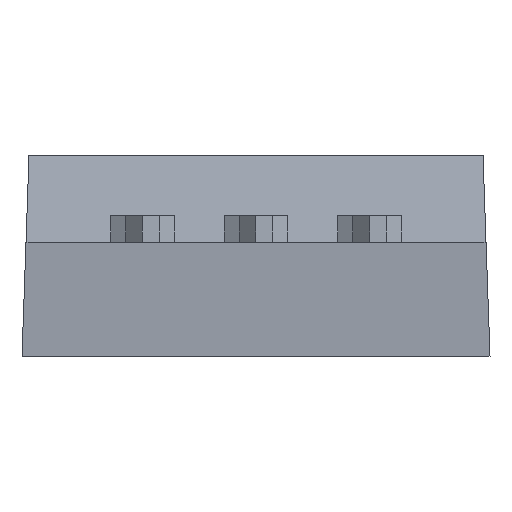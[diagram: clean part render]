
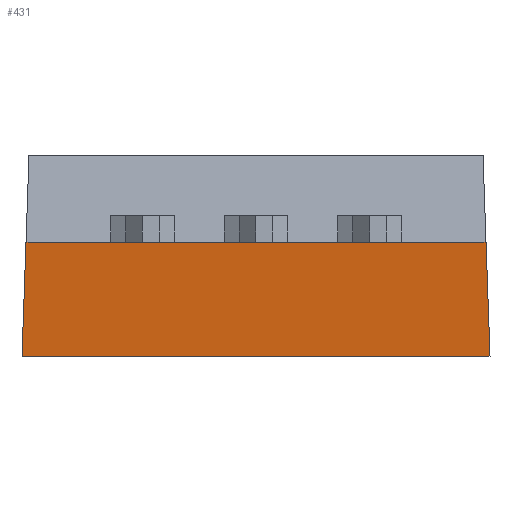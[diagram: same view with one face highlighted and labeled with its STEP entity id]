
A CAD part, front view. The second image highlights one B-rep face of the part: STEP entity #431.
In plain terms, the highlighted planar face has unit normal (0, -0.996, -0.087).
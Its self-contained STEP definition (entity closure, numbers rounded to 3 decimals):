
#74 = VERTEX_POINT ( 'NONE', #718 ) ;
#87 = EDGE_CURVE ( 'NONE', #88, #74, #862, .T. ) ;
#88 = VERTEX_POINT ( 'NONE', #858 ) ;
#92 = EDGE_CURVE ( 'NONE', #93, #133, #853, .T. ) ;
#93 = VERTEX_POINT ( 'NONE', #849 ) ;
#111 = VERTEX_POINT ( 'NONE', #891 ) ;
#113 = EDGE_CURVE ( 'NONE', #114, #111, #890, .T. ) ;
#114 = VERTEX_POINT ( 'NONE', #886 ) ;
#133 = VERTEX_POINT ( 'NONE', #844 ) ;
#334 = EDGE_CURVE ( 'NONE', #114, #74, #1275, .T. ) ;
#431 = ADVANCED_FACE ( 'NONE', ( #1414 ), #1413, .F. ) ;
#432 = EDGE_LOOP ( 'NONE', ( #433, #601, #602, #603, #604, #605, #606, #607, #608, #643 ) ) ;
#433 = ORIENTED_EDGE ( 'NONE', *, *, #434, .T. ) ;
#434 = EDGE_CURVE ( 'NONE', #626, #685, #1408, .T. ) ;
#462 = EDGE_CURVE ( 'NONE', #679, #111, #1357, .T. ) ;
#601 = ORIENTED_EDGE ( 'NONE', *, *, #684, .F. ) ;
#602 = ORIENTED_EDGE ( 'NONE', *, *, #92, .T. ) ;
#603 = ORIENTED_EDGE ( 'NONE', *, *, #673, .F. ) ;
#604 = ORIENTED_EDGE ( 'NONE', *, *, #87, .T. ) ;
#605 = ORIENTED_EDGE ( 'NONE', *, *, #334, .F. ) ;
#606 = ORIENTED_EDGE ( 'NONE', *, *, #113, .T. ) ;
#607 = ORIENTED_EDGE ( 'NONE', *, *, #462, .F. ) ;
#608 = ORIENTED_EDGE ( 'NONE', *, *, #635, .F. ) ;
#626 = VERTEX_POINT ( 'NONE', #1642 ) ;
#635 = EDGE_CURVE ( 'NONE', #697, #679, #1627, .T. ) ;
#643 = ORIENTED_EDGE ( 'NONE', *, *, #644, .T. ) ;
#644 = EDGE_CURVE ( 'NONE', #697, #626, #1623, .T. ) ;
#673 = EDGE_CURVE ( 'NONE', #88, #133, #1759, .T. ) ;
#679 = VERTEX_POINT ( 'NONE', #1706 ) ;
#684 = EDGE_CURVE ( 'NONE', #93, #685, #1752, .T. ) ;
#685 = VERTEX_POINT ( 'NONE', #1748 ) ;
#697 = VERTEX_POINT ( 'NONE', #1731 ) ;
#718 = CARTESIAN_POINT ( 'NONE',  ( -0.71, 0., 2.56 ) ) ;
#844 = CARTESIAN_POINT ( 'NONE',  ( 1.84, 0., 2.56 ) ) ;
#849 = CARTESIAN_POINT ( 'NONE',  ( 3.26, 0., 2.56 ) ) ;
#850 = DIRECTION ( 'NONE',  ( -1., 0., 0. ) ) ;
#851 = VECTOR ( 'NONE', #850, 1000. ) ;
#852 = CARTESIAN_POINT ( 'NONE',  ( 2.55, 0., 2.56 ) ) ;
#853 = LINE ( 'NONE', #852, #851 ) ;
#858 = CARTESIAN_POINT ( 'NONE',  ( 0.71, 0., 2.56 ) ) ;
#859 = DIRECTION ( 'NONE',  ( -1., 0., 0. ) ) ;
#860 = VECTOR ( 'NONE', #859, 1000. ) ;
#861 = CARTESIAN_POINT ( 'NONE',  ( 0., 0., 2.56 ) ) ;
#862 = LINE ( 'NONE', #861, #860 ) ;
#886 = CARTESIAN_POINT ( 'NONE',  ( -1.84, 0., 2.56 ) ) ;
#887 = DIRECTION ( 'NONE',  ( -1., 0., 0. ) ) ;
#888 = VECTOR ( 'NONE', #887, 1000. ) ;
#889 = CARTESIAN_POINT ( 'NONE',  ( -2.55, 0., 2.56 ) ) ;
#890 = LINE ( 'NONE', #889, #888 ) ;
#891 = CARTESIAN_POINT ( 'NONE',  ( -3.26, 0., 2.56 ) ) ;
#1272 = DIRECTION ( 'NONE',  ( 1., 0., 0. ) ) ;
#1273 = VECTOR ( 'NONE', #1272, 1000. ) ;
#1274 = CARTESIAN_POINT ( 'NONE',  ( 0., 0., 2.56 ) ) ;
#1275 = LINE ( 'NONE', #1274, #1273 ) ;
#1357 = LINE ( 'NONE', #1360, #1359 ) ;
#1358 = DIRECTION ( 'NONE',  ( 1., 0., 0. ) ) ;
#1359 = VECTOR ( 'NONE', #1358, 1000. ) ;
#1360 = CARTESIAN_POINT ( 'NONE',  ( 0., 0., 2.56 ) ) ;
#1405 = DIRECTION ( 'NONE',  ( -0.035, -0.087, 0.996 ) ) ;
#1406 = VECTOR ( 'NONE', #1405, 1000. ) ;
#1407 = CARTESIAN_POINT ( 'NONE',  ( 5.257, 0.224, 0. ) ) ;
#1408 = LINE ( 'NONE', #1407, #1406 ) ;
#1409 = DIRECTION ( 'NONE',  ( 1., 0., 0. ) ) ;
#1410 = DIRECTION ( 'NONE',  ( 0., 0.996, 0.087 ) ) ;
#1411 = CARTESIAN_POINT ( 'NONE',  ( -5.257, 0., 2.56 ) ) ;
#1412 = AXIS2_PLACEMENT_3D ( 'NONE', #1411, #1410, #1409 ) ;
#1413 = PLANE ( 'NONE',  #1412 ) ;
#1414 = FACE_OUTER_BOUND ( 'NONE', #432, .T. ) ;
#1620 = DIRECTION ( 'NONE',  ( 1., 0., 0. ) ) ;
#1621 = VECTOR ( 'NONE', #1620, 1000. ) ;
#1622 = CARTESIAN_POINT ( 'NONE',  ( 0., 0.224, 0. ) ) ;
#1623 = LINE ( 'NONE', #1622, #1621 ) ;
#1624 = DIRECTION ( 'NONE',  ( 0.035, -0.087, 0.996 ) ) ;
#1625 = VECTOR ( 'NONE', #1624, 1000. ) ;
#1626 = CARTESIAN_POINT ( 'NONE',  ( -5.257, 0.224, 0. ) ) ;
#1627 = LINE ( 'NONE', #1626, #1625 ) ;
#1642 = CARTESIAN_POINT ( 'NONE',  ( 5.257, 0.224, 0. ) ) ;
#1706 = CARTESIAN_POINT ( 'NONE',  ( -5.168, 0., 2.56 ) ) ;
#1709 = DIRECTION ( 'NONE',  ( 1., 0., 0. ) ) ;
#1731 = CARTESIAN_POINT ( 'NONE',  ( -5.257, 0.224, 0. ) ) ;
#1748 = CARTESIAN_POINT ( 'NONE',  ( 5.168, 0., 2.56 ) ) ;
#1749 = DIRECTION ( 'NONE',  ( 1., 0., 0. ) ) ;
#1750 = VECTOR ( 'NONE', #1749, 1000. ) ;
#1751 = CARTESIAN_POINT ( 'NONE',  ( 0., 0., 2.56 ) ) ;
#1752 = LINE ( 'NONE', #1751, #1750 ) ;
#1757 = VECTOR ( 'NONE', #1709, 1000. ) ;
#1758 = CARTESIAN_POINT ( 'NONE',  ( 0., 0., 2.56 ) ) ;
#1759 = LINE ( 'NONE', #1758, #1757 ) ;
